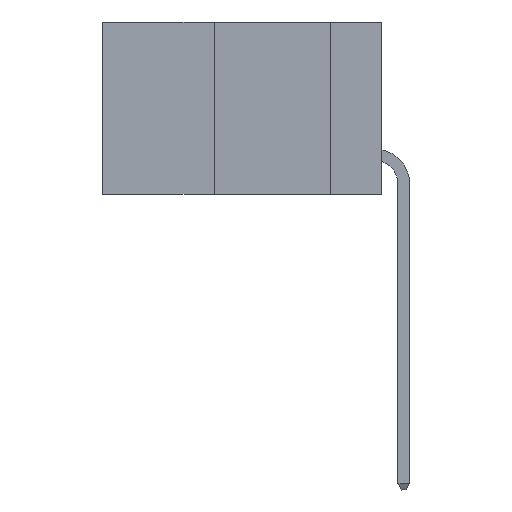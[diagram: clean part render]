
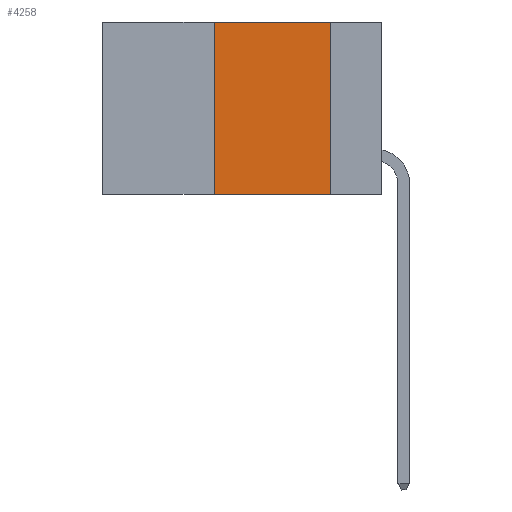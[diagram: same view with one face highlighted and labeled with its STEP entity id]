
A CAD part, left-side view. The second image highlights one B-rep face of the part: STEP entity #4258.
In plain terms, the highlighted planar face has unit normal (-1, 0, 0).
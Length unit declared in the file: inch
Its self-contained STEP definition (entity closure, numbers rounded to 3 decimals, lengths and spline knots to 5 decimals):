
#322 = EDGE_CURVE ( 'NONE', #9542, #6004, #966, .T. ) ;
#966 = LINE ( 'NONE', #3274, #7327 ) ;
#1742 = CARTESIAN_POINT ( 'NONE',  ( 0., 0.11, -0.37 ) ) ;
#3274 = CARTESIAN_POINT ( 'NONE',  ( 0., 0.11, 0. ) ) ;
#3310 = EDGE_LOOP ( 'NONE', ( #4711, #13283, #10009, #7570 ) ) ;
#3528 = DIRECTION ( 'NONE',  ( 0., 0., -1. ) ) ;
#3582 = DIRECTION ( 'NONE',  ( 1., 0., 0. ) ) ;
#3648 = PLANE ( 'NONE',  #12268 ) ;
#3959 = CARTESIAN_POINT ( 'NONE',  ( 0., 0.6, 0. ) ) ;
#4258 = ADVANCED_FACE ( 'NONE', ( #10558 ), #3648, .F. ) ;
#4454 = VERTEX_POINT ( 'NONE', #10341 ) ;
#4711 = ORIENTED_EDGE ( 'NONE', *, *, #322, .F. ) ;
#4977 = CARTESIAN_POINT ( 'NONE',  ( 0., 0.36, 0. ) ) ;
#6004 = VERTEX_POINT ( 'NONE', #1742 ) ;
#6338 = EDGE_CURVE ( 'NONE', #4454, #6004, #9529, .T. ) ;
#6406 = EDGE_CURVE ( 'NONE', #4454, #10947, #11054, .T. ) ;
#7327 = VECTOR ( 'NONE', #11534, 39.37008 ) ;
#7570 = ORIENTED_EDGE ( 'NONE', *, *, #6338, .T. ) ;
#8278 = DIRECTION ( 'NONE',  ( 0., -1., 0. ) ) ;
#8313 = CARTESIAN_POINT ( 'NONE',  ( 0., 0.11, 0. ) ) ;
#8355 = LINE ( 'NONE', #12814, #10491 ) ;
#9251 = VECTOR ( 'NONE', #11168, 39.37008 ) ;
#9529 = LINE ( 'NONE', #10285, #9251 ) ;
#9542 = VERTEX_POINT ( 'NONE', #8313 ) ;
#10009 = ORIENTED_EDGE ( 'NONE', *, *, #6406, .F. ) ;
#10285 = CARTESIAN_POINT ( 'NONE',  ( 0., 0.6, -0.37 ) ) ;
#10341 = CARTESIAN_POINT ( 'NONE',  ( 0., 0.36, -0.37 ) ) ;
#10369 = CARTESIAN_POINT ( 'NONE',  ( 0., 0.36, 0. ) ) ;
#10491 = VECTOR ( 'NONE', #8278, 39.37008 ) ;
#10558 = FACE_OUTER_BOUND ( 'NONE', #3310, .T. ) ;
#10780 = VECTOR ( 'NONE', #11244, 39.37008 ) ;
#10947 = VERTEX_POINT ( 'NONE', #4977 ) ;
#11054 = LINE ( 'NONE', #10369, #10780 ) ;
#11168 = DIRECTION ( 'NONE',  ( 0., -1., 0. ) ) ;
#11244 = DIRECTION ( 'NONE',  ( 0., 0., 1. ) ) ;
#11534 = DIRECTION ( 'NONE',  ( 0., 0., -1. ) ) ;
#12268 = AXIS2_PLACEMENT_3D ( 'NONE', #3959, #3582, #3528 ) ;
#12814 = CARTESIAN_POINT ( 'NONE',  ( 0., 0.6, 0. ) ) ;
#12938 = EDGE_CURVE ( 'NONE', #10947, #9542, #8355, .T. ) ;
#13283 = ORIENTED_EDGE ( 'NONE', *, *, #12938, .F. ) ;
